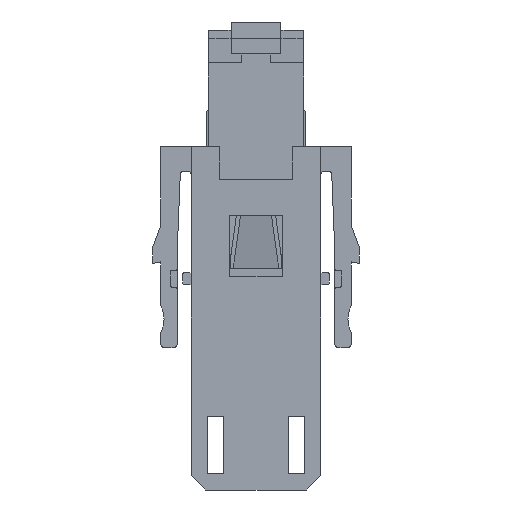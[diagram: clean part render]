
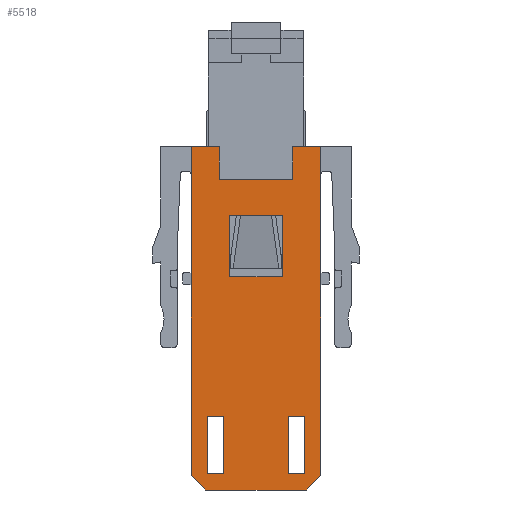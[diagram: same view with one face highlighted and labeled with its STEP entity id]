
A CAD part, left-side view. The second image highlights one B-rep face of the part: STEP entity #5518.
In plain terms, the highlighted planar face has unit normal (-1, 0, 0).
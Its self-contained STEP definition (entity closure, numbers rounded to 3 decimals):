
#4603=FACE_BOUND('',#7685,.T.);
#4604=FACE_BOUND('',#7686,.T.);
#4605=FACE_BOUND('',#7687,.T.);
#4606=FACE_BOUND('',#7688,.T.);
#5518=ADVANCED_FACE('',(#4603,#4604,#4605,#4606),#6139,.T.);
#6139=PLANE('',#21237);
#7685=EDGE_LOOP('',(#11095,#11096,#11097,#11098,#11099,#11100,#11101,#11102,
#11103,#11104));
#7686=EDGE_LOOP('',(#11105,#11106,#11107,#11108));
#7687=EDGE_LOOP('',(#11109,#11110,#11111,#11112));
#7688=EDGE_LOOP('',(#11113,#11114,#11115,#11116));
#11095=ORIENTED_EDGE('',*,*,#15712,.F.);
#11096=ORIENTED_EDGE('',*,*,#15713,.F.);
#11097=ORIENTED_EDGE('',*,*,#15714,.T.);
#11098=ORIENTED_EDGE('',*,*,#15715,.T.);
#11099=ORIENTED_EDGE('',*,*,#15716,.T.);
#11100=ORIENTED_EDGE('',*,*,#15717,.T.);
#11101=ORIENTED_EDGE('',*,*,#15718,.T.);
#11102=ORIENTED_EDGE('',*,*,#15719,.T.);
#11103=ORIENTED_EDGE('',*,*,#15720,.T.);
#11104=ORIENTED_EDGE('',*,*,#15721,.T.);
#11105=ORIENTED_EDGE('',*,*,#15722,.T.);
#11106=ORIENTED_EDGE('',*,*,#15723,.T.);
#11107=ORIENTED_EDGE('',*,*,#15724,.T.);
#11108=ORIENTED_EDGE('',*,*,#15725,.T.);
#11109=ORIENTED_EDGE('',*,*,#15726,.T.);
#11110=ORIENTED_EDGE('',*,*,#15727,.T.);
#11111=ORIENTED_EDGE('',*,*,#15728,.T.);
#11112=ORIENTED_EDGE('',*,*,#15729,.T.);
#11113=ORIENTED_EDGE('',*,*,#15730,.T.);
#11114=ORIENTED_EDGE('',*,*,#15731,.T.);
#11115=ORIENTED_EDGE('',*,*,#15732,.T.);
#11116=ORIENTED_EDGE('',*,*,#15733,.T.);
#13639=VERTEX_POINT('',#31218);
#13640=VERTEX_POINT('',#31219);
#13641=VERTEX_POINT('',#31221);
#13642=VERTEX_POINT('',#31223);
#13643=VERTEX_POINT('',#31225);
#13644=VERTEX_POINT('',#31227);
#13645=VERTEX_POINT('',#31229);
#13646=VERTEX_POINT('',#31231);
#13647=VERTEX_POINT('',#31233);
#13648=VERTEX_POINT('',#31235);
#13649=VERTEX_POINT('',#31238);
#13650=VERTEX_POINT('',#31239);
#13651=VERTEX_POINT('',#31241);
#13652=VERTEX_POINT('',#31243);
#13653=VERTEX_POINT('',#31246);
#13654=VERTEX_POINT('',#31247);
#13655=VERTEX_POINT('',#31249);
#13656=VERTEX_POINT('',#31251);
#13657=VERTEX_POINT('',#31254);
#13658=VERTEX_POINT('',#31255);
#13659=VERTEX_POINT('',#31257);
#13660=VERTEX_POINT('',#31259);
#15712=EDGE_CURVE('',#13639,#13640,#17586,.T.);
#15713=EDGE_CURVE('',#13641,#13639,#17587,.T.);
#15714=EDGE_CURVE('',#13641,#13642,#17588,.T.);
#15715=EDGE_CURVE('',#13642,#13643,#17589,.T.);
#15716=EDGE_CURVE('',#13643,#13644,#17590,.T.);
#15717=EDGE_CURVE('',#13644,#13645,#17591,.T.);
#15718=EDGE_CURVE('',#13645,#13646,#17592,.T.);
#15719=EDGE_CURVE('',#13646,#13647,#17593,.T.);
#15720=EDGE_CURVE('',#13647,#13648,#17594,.T.);
#15721=EDGE_CURVE('',#13648,#13640,#17595,.T.);
#15722=EDGE_CURVE('',#13649,#13650,#17596,.T.);
#15723=EDGE_CURVE('',#13650,#13651,#17597,.T.);
#15724=EDGE_CURVE('',#13651,#13652,#17598,.T.);
#15725=EDGE_CURVE('',#13652,#13649,#17599,.T.);
#15726=EDGE_CURVE('',#13653,#13654,#17600,.T.);
#15727=EDGE_CURVE('',#13654,#13655,#17601,.T.);
#15728=EDGE_CURVE('',#13655,#13656,#17602,.T.);
#15729=EDGE_CURVE('',#13656,#13653,#17603,.T.);
#15730=EDGE_CURVE('',#13657,#13658,#17604,.T.);
#15731=EDGE_CURVE('',#13658,#13659,#17605,.T.);
#15732=EDGE_CURVE('',#13659,#13660,#17606,.T.);
#15733=EDGE_CURVE('',#13660,#13657,#17607,.T.);
#17586=LINE('',#31217,#19397);
#17587=LINE('',#31220,#19398);
#17588=LINE('',#31222,#19399);
#17589=LINE('',#31224,#19400);
#17590=LINE('',#31226,#19401);
#17591=LINE('',#31228,#19402);
#17592=LINE('',#31230,#19403);
#17593=LINE('',#31232,#19404);
#17594=LINE('',#31234,#19405);
#17595=LINE('',#31236,#19406);
#17596=LINE('',#31237,#19407);
#17597=LINE('',#31240,#19408);
#17598=LINE('',#31242,#19409);
#17599=LINE('',#31244,#19410);
#17600=LINE('',#31245,#19411);
#17601=LINE('',#31248,#19412);
#17602=LINE('',#31250,#19413);
#17603=LINE('',#31252,#19414);
#17604=LINE('',#31253,#19415);
#17605=LINE('',#31256,#19416);
#17606=LINE('',#31258,#19417);
#17607=LINE('',#31260,#19418);
#19397=VECTOR('',#24616,1.);
#19398=VECTOR('',#24617,1.);
#19399=VECTOR('',#24618,1.);
#19400=VECTOR('',#24619,1.);
#19401=VECTOR('',#24620,1.);
#19402=VECTOR('',#24621,1.);
#19403=VECTOR('',#24622,1.);
#19404=VECTOR('',#24623,1.);
#19405=VECTOR('',#24624,1.);
#19406=VECTOR('',#24625,1.);
#19407=VECTOR('',#24626,1.);
#19408=VECTOR('',#24627,1.);
#19409=VECTOR('',#24628,1.);
#19410=VECTOR('',#24629,1.);
#19411=VECTOR('',#24630,1.);
#19412=VECTOR('',#24631,1.);
#19413=VECTOR('',#24632,1.);
#19414=VECTOR('',#24633,1.);
#19415=VECTOR('',#24634,1.);
#19416=VECTOR('',#24635,1.);
#19417=VECTOR('',#24636,1.);
#19418=VECTOR('',#24637,1.);
#21237=AXIS2_PLACEMENT_3D('',#31261,#24638,#24639);
#24616=DIRECTION('',(0.,0.,-1.));
#24617=DIRECTION('',(0.,-1.,0.));
#24618=DIRECTION('',(0.,0.,-1.));
#24619=DIRECTION('',(0.,1.,0.));
#24620=DIRECTION('',(0.,0.,1.));
#24621=DIRECTION('',(0.,1.,0.));
#24622=DIRECTION('',(0.,0.,-1.));
#24623=DIRECTION('',(0.,-0.707,-0.707));
#24624=DIRECTION('',(0.,-1.,0.));
#24625=DIRECTION('',(0.,-0.707,0.707));
#24626=DIRECTION('',(0.,1.,0.));
#24627=DIRECTION('',(0.,0.,1.));
#24628=DIRECTION('',(0.,-1.,0.));
#24629=DIRECTION('',(0.,0.,-1.));
#24630=DIRECTION('',(0.,-1.,0.));
#24631=DIRECTION('',(0.,0.,-1.));
#24632=DIRECTION('',(0.,1.,0.));
#24633=DIRECTION('',(0.,0.,1.));
#24634=DIRECTION('',(0.,-1.,0.));
#24635=DIRECTION('',(0.,0.,-1.));
#24636=DIRECTION('',(0.,1.,0.));
#24637=DIRECTION('',(0.,0.,1.));
#24638=DIRECTION('',(-1.,0.,0.));
#24639=DIRECTION('',(0.,1.,0.));
#31217=CARTESIAN_POINT('',(-7.5,-7.95,13.476));
#31218=CARTESIAN_POINT('',(-7.5,-7.95,14.276));
#31219=CARTESIAN_POINT('',(-7.5,-7.95,-25.924));
#31220=CARTESIAN_POINT('',(-7.5,-8.587,14.276));
#31221=CARTESIAN_POINT('',(-7.5,-4.5,14.276));
#31222=CARTESIAN_POINT('',(-7.5,-4.5,13.476));
#31223=CARTESIAN_POINT('',(-7.5,-4.5,10.276));
#31224=CARTESIAN_POINT('',(-7.5,-4.5,10.276));
#31225=CARTESIAN_POINT('',(-7.5,4.5,10.276));
#31226=CARTESIAN_POINT('',(-7.5,4.5,10.276));
#31227=CARTESIAN_POINT('',(-7.5,4.5,14.276));
#31228=CARTESIAN_POINT('',(-7.5,4.72,14.276));
#31229=CARTESIAN_POINT('',(-7.5,7.95,14.276));
#31230=CARTESIAN_POINT('',(-7.5,7.95,13.476));
#31231=CARTESIAN_POINT('',(-7.5,7.95,-25.924));
#31232=CARTESIAN_POINT('',(-7.5,7.95,-25.924));
#31233=CARTESIAN_POINT('',(-7.5,6.15,-27.724));
#31234=CARTESIAN_POINT('',(-7.5,6.15,-27.724));
#31235=CARTESIAN_POINT('',(-7.5,-6.15,-27.724));
#31236=CARTESIAN_POINT('',(-7.5,-6.15,-27.724));
#31237=CARTESIAN_POINT('',(-7.5,-3.2,-1.624));
#31238=CARTESIAN_POINT('',(-7.5,-3.2,-1.624));
#31239=CARTESIAN_POINT('',(-7.5,3.2,-1.624));
#31240=CARTESIAN_POINT('',(-7.5,3.2,-1.624));
#31241=CARTESIAN_POINT('',(-7.5,3.2,5.876));
#31242=CARTESIAN_POINT('',(-7.5,3.2,5.876));
#31243=CARTESIAN_POINT('',(-7.5,-3.2,5.876));
#31244=CARTESIAN_POINT('',(-7.5,-3.2,5.876));
#31245=CARTESIAN_POINT('',(-7.5,5.95,-18.724));
#31246=CARTESIAN_POINT('',(-7.5,5.95,-18.724));
#31247=CARTESIAN_POINT('',(-7.5,3.95,-18.724));
#31248=CARTESIAN_POINT('',(-7.5,3.95,-18.724));
#31249=CARTESIAN_POINT('',(-7.5,3.95,-25.724));
#31250=CARTESIAN_POINT('',(-7.5,3.95,-25.724));
#31251=CARTESIAN_POINT('',(-7.5,5.95,-25.724));
#31252=CARTESIAN_POINT('',(-7.5,5.95,-25.724));
#31253=CARTESIAN_POINT('',(-7.5,-3.95,-18.724));
#31254=CARTESIAN_POINT('',(-7.5,-3.95,-18.724));
#31255=CARTESIAN_POINT('',(-7.5,-5.95,-18.724));
#31256=CARTESIAN_POINT('',(-7.5,-5.95,-18.724));
#31257=CARTESIAN_POINT('',(-7.5,-5.95,-25.724));
#31258=CARTESIAN_POINT('',(-7.5,-5.95,-25.724));
#31259=CARTESIAN_POINT('',(-7.5,-3.95,-25.724));
#31260=CARTESIAN_POINT('',(-7.5,-3.95,-25.724));
#31261=CARTESIAN_POINT('',(-7.5,-8.587,14.676));
